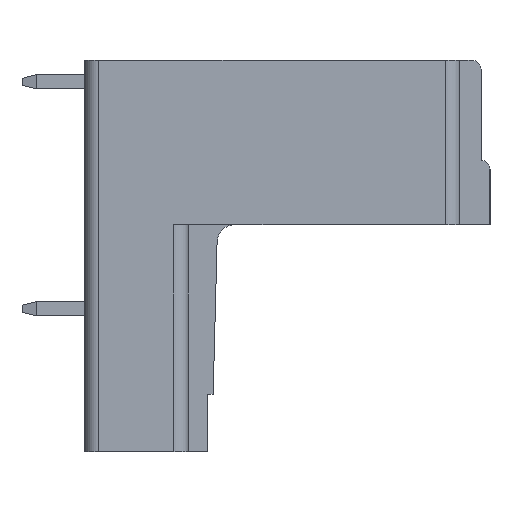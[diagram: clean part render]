
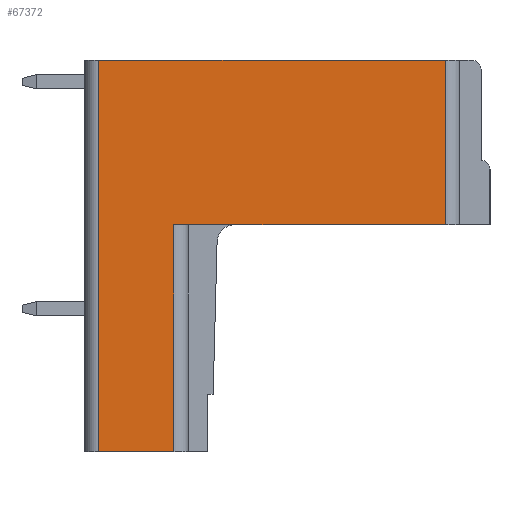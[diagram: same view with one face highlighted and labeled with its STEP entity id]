
A CAD part, left-side view. The second image highlights one B-rep face of the part: STEP entity #67372.
In plain terms, the highlighted planar face has unit normal (-1, 0, 0).
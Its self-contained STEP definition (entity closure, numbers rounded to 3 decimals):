
#1484=DIRECTION('',(0.,-1.,0.));
#1485=VECTOR('',#1484,15.2);
#1486=CARTESIAN_POINT('',(-75.9,6.4,0.));
#1487=LINE('',#1486,#1485);
#16264=DIRECTION('',(0.,0.,1.));
#16265=VECTOR('',#16264,12.7);
#16266=CARTESIAN_POINT('',(-75.9,6.4,-12.7));
#16267=LINE('',#16266,#16265);
#16268=DIRECTION('',(0.,1.,0.));
#16269=VECTOR('',#16268,4.2);
#16270=CARTESIAN_POINT('',(-75.9,6.4,-12.7));
#16271=LINE('',#16270,#16269);
#16272=DIRECTION('',(0.,0.,1.));
#16273=VECTOR('',#16272,21.9);
#16274=CARTESIAN_POINT('',(-75.9,10.6,-12.7));
#16275=LINE('',#16274,#16273);
#16276=DIRECTION('',(0.,-1.,0.));
#16277=VECTOR('',#16276,19.4);
#16278=CARTESIAN_POINT('',(-75.9,10.6,9.2));
#16279=LINE('',#16278,#16277);
#19562=DIRECTION('',(0.,0.,1.));
#19563=VECTOR('',#19562,9.2);
#19564=CARTESIAN_POINT('',(-75.9,-8.8,0.));
#19565=LINE('',#19564,#19563);
#45239=CARTESIAN_POINT('',(-75.9,10.6,-12.7));
#45241=VERTEX_POINT('',#45239);
#45251=CARTESIAN_POINT('',(-75.9,10.6,9.2));
#45253=VERTEX_POINT('',#45251);
#45254=CARTESIAN_POINT('',(-75.9,-8.8,9.2));
#45256=VERTEX_POINT('',#45254);
#45278=CARTESIAN_POINT('',(-75.9,-8.8,0.));
#45280=VERTEX_POINT('',#45278);
#45293=CARTESIAN_POINT('',(-75.9,6.4,0.));
#45295=VERTEX_POINT('',#45293);
#45296=CARTESIAN_POINT('',(-75.9,6.4,-12.7));
#45298=VERTEX_POINT('',#45296);
#67357=CARTESIAN_POINT('',(-75.9,10.6,-12.7));
#67358=DIRECTION('',(1.,0.,0.));
#67359=DIRECTION('',(0.,-1.,0.));
#67360=AXIS2_PLACEMENT_3D('',#67357,#67358,#67359);
#67361=PLANE('',#67360);
#67362=ORIENTED_EDGE('',*,*,#46050,.F.);
#67363=ORIENTED_EDGE('',*,*,#67352,.F.);
#67364=ORIENTED_EDGE('',*,*,#45327,.T.);
#67366=ORIENTED_EDGE('',*,*,#67365,.T.);
#67367=ORIENTED_EDGE('',*,*,#45983,.T.);
#67369=ORIENTED_EDGE('',*,*,#67368,.F.);
#67370=EDGE_LOOP('',(#67362,#67363,#67364,#67366,#67367,#67369));
#67371=FACE_OUTER_BOUND('',#67370,.F.);
#67372=ADVANCED_FACE('',(#67371),#67361,.F.);
#45327=EDGE_CURVE('',#45298,#45241,#16271,.T.);
#45983=EDGE_CURVE('',#45253,#45256,#16279,.T.);
#46050=EDGE_CURVE('',#45295,#45280,#1487,.T.);
#67352=EDGE_CURVE('',#45298,#45295,#16267,.T.);
#67365=EDGE_CURVE('',#45241,#45253,#16275,.T.);
#67368=EDGE_CURVE('',#45280,#45256,#19565,.T.);
